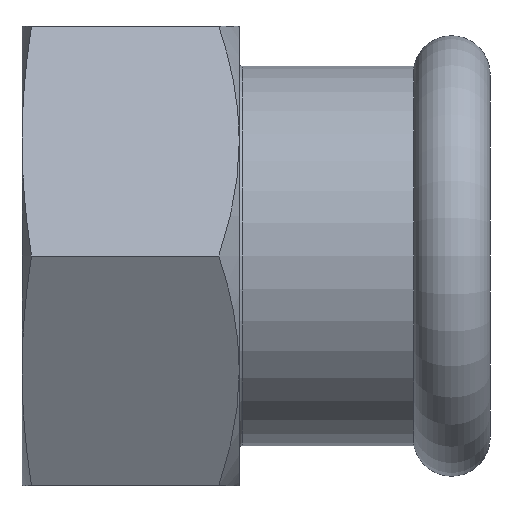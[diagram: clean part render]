
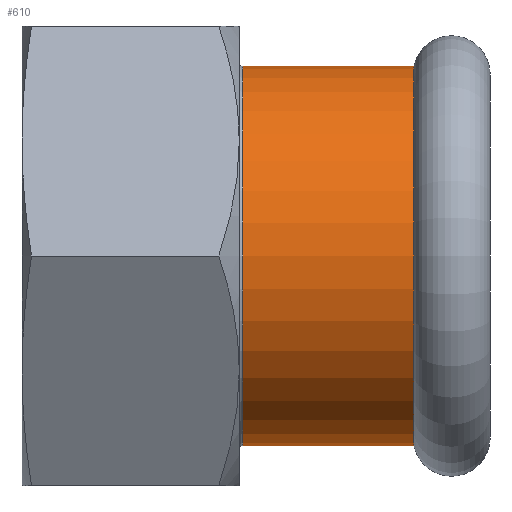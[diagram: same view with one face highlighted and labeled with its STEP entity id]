
A CAD part, left-side view. The second image highlights one B-rep face of the part: STEP entity #610.
In plain terms, the highlighted cylindrical face has radius 22.7 mm (diameter 45.4 mm), a full revolution.
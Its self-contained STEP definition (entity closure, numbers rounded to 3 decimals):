
#75=LINE('',#1058,#92);
#92=VECTOR('',#871,22.7);
#106=CYLINDRICAL_SURFACE('',#712,22.7);
#123=FACE_OUTER_BOUND('',#166,.T.);
#166=EDGE_LOOP('',(#471,#472,#473,#474,#475,#476));
#192=CIRCLE('',#657,22.7);
#193=CIRCLE('',#658,22.7);
#227=CIRCLE('',#703,22.7);
#228=CIRCLE('',#704,22.7);
#246=VERTEX_POINT('',#956);
#247=VERTEX_POINT('',#957);
#278=VERTEX_POINT('',#1039);
#279=VERTEX_POINT('',#1041);
#306=EDGE_CURVE('',#246,#247,#192,.T.);
#307=EDGE_CURVE('',#247,#246,#193,.T.);
#347=EDGE_CURVE('',#278,#279,#227,.T.);
#348=EDGE_CURVE('',#279,#278,#228,.T.);
#355=EDGE_CURVE('',#279,#247,#75,.T.);
#471=ORIENTED_EDGE('',*,*,#347,.F.);
#472=ORIENTED_EDGE('',*,*,#348,.F.);
#473=ORIENTED_EDGE('',*,*,#355,.T.);
#474=ORIENTED_EDGE('',*,*,#307,.T.);
#475=ORIENTED_EDGE('',*,*,#306,.T.);
#476=ORIENTED_EDGE('',*,*,#355,.F.);
#610=ADVANCED_FACE('',(#123),#106,.T.);
#657=AXIS2_PLACEMENT_3D('',#958,#753,#754);
#658=AXIS2_PLACEMENT_3D('',#959,#755,#756);
#703=AXIS2_PLACEMENT_3D('',#1042,#851,#852);
#704=AXIS2_PLACEMENT_3D('',#1043,#853,#854);
#712=AXIS2_PLACEMENT_3D('',#1057,#869,#870);
#753=DIRECTION('center_axis',(0.,1.,0.));
#754=DIRECTION('ref_axis',(0.,0.,1.));
#755=DIRECTION('center_axis',(0.,1.,0.));
#756=DIRECTION('ref_axis',(0.,0.,1.));
#851=DIRECTION('center_axis',(0.,1.,0.));
#852=DIRECTION('ref_axis',(0.,0.,-1.));
#853=DIRECTION('center_axis',(0.,1.,0.));
#854=DIRECTION('ref_axis',(0.,0.,-1.));
#869=DIRECTION('center_axis',(0.,1.,0.));
#870=DIRECTION('ref_axis',(0.,0.,1.));
#871=DIRECTION('',(0.,-1.,0.));
#956=CARTESIAN_POINT('',(0.,9.116,22.7));
#957=CARTESIAN_POINT('',(0.,9.116,-22.7));
#958=CARTESIAN_POINT('Origin',(0.,9.116,0.));
#959=CARTESIAN_POINT('Origin',(0.,9.116,0.));
#1039=CARTESIAN_POINT('',(0.,29.6,22.7));
#1041=CARTESIAN_POINT('',(0.,29.6,-22.7));
#1042=CARTESIAN_POINT('Origin',(0.,29.6,0.));
#1043=CARTESIAN_POINT('Origin',(0.,29.6,0.));
#1057=CARTESIAN_POINT('Origin',(0.,20.058,0.));
#1058=CARTESIAN_POINT('',(0.,20.058,-22.7));
